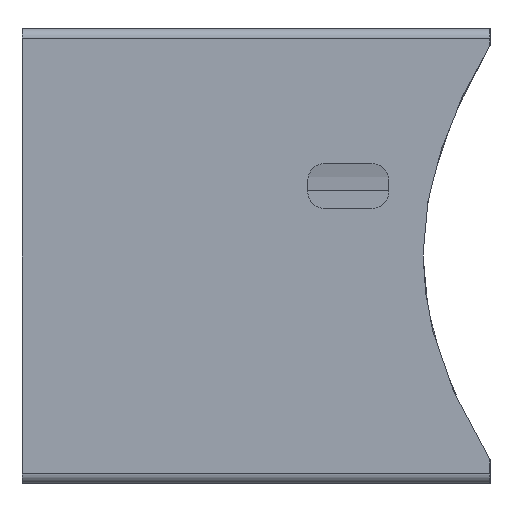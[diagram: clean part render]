
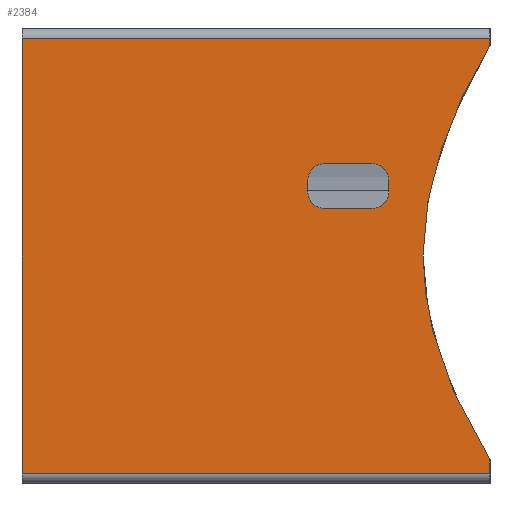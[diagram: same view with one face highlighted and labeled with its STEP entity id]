
A CAD part, left-side view. The second image highlights one B-rep face of the part: STEP entity #2384.
In plain terms, the highlighted planar face has unit normal (-1, 0, 0).
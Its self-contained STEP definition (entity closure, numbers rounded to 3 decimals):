
#105=FACE_BOUND('',#384,.T.);
#138=CIRCLE('',#2518,2.5);
#139=CIRCLE('',#2524,2.5);
#140=CIRCLE('',#2527,2.5);
#141=CIRCLE('',#2530,2.5);
#243=FACE_OUTER_BOUND('',#383,.T.);
#383=EDGE_LOOP('',(#2106,#2107,#2108,#2109,#2110,#2111,#2112,#2113));
#384=EDGE_LOOP('',(#2114,#2115,#2116,#2117,#2118,#2119,#2120,#2121));
#406=(
BOUNDED_CURVE()
B_SPLINE_CURVE(5,(#3974,#3975,#3976,#3977,#3978,#3979,#3980,#3981,#3982,
#3983),.UNSPECIFIED.,.F.,.F.)
B_SPLINE_CURVE_WITH_KNOTS((6,1,1,1,1,6),(0.502,0.6,0.7,0.8,
0.9,1.),.UNSPECIFIED.)
CURVE()
GEOMETRIC_REPRESENTATION_ITEM()
RATIONAL_B_SPLINE_CURVE((1.,1.,1.,1.,1.,1.,1.,1.,1.,1.))
REPRESENTATION_ITEM('')
);
#410=(
BOUNDED_CURVE()
B_SPLINE_CURVE(5,(#4094,#4095,#4096,#4097,#4098,#4099,#4100,#4101,#4102,
#4103),.UNSPECIFIED.,.F.,.F.)
B_SPLINE_CURVE_WITH_KNOTS((6,1,1,1,1,6),(0.,0.1,0.2,0.3,0.4,0.496),
 .UNSPECIFIED.)
CURVE()
GEOMETRIC_REPRESENTATION_ITEM()
RATIONAL_B_SPLINE_CURVE((1.,1.,1.,1.,1.,1.,1.,1.,1.,1.))
REPRESENTATION_ITEM('')
);
#442=LINE('',#3258,#707);
#450=LINE('',#3287,#715);
#474=LINE('',#3367,#739);
#624=LINE('',#3914,#889);
#627=LINE('',#3922,#892);
#630=LINE('',#3929,#895);
#636=LINE('',#4011,#901);
#654=LINE('',#4127,#919);
#661=LINE('',#4375,#926);
#662=LINE('',#4377,#927);
#707=VECTOR('',#2633,10.);
#715=VECTOR('',#2649,10.);
#739=VECTOR('',#2709,10.);
#889=VECTOR('',#3003,10.);
#892=VECTOR('',#3012,10.);
#895=VECTOR('',#3021,10.);
#901=VECTOR('',#3035,10.);
#919=VECTOR('',#3067,10.);
#926=VECTOR('',#3086,10.);
#927=VECTOR('',#3089,10.);
#979=VERTEX_POINT('',#3255);
#980=VERTEX_POINT('',#3257);
#988=VERTEX_POINT('',#3285);
#989=VERTEX_POINT('',#3286);
#1026=VERTEX_POINT('',#3365);
#1027=VERTEX_POINT('',#3366);
#1128=VERTEX_POINT('',#3869);
#1129=VERTEX_POINT('',#3871);
#1133=VERTEX_POINT('',#3907);
#1134=VERTEX_POINT('',#3909);
#1135=VERTEX_POINT('',#3913);
#1136=VERTEX_POINT('',#3917);
#1137=VERTEX_POINT('',#3921);
#1138=VERTEX_POINT('',#3925);
#1141=VERTEX_POINT('',#3973);
#1157=VERTEX_POINT('',#4092);
#1211=EDGE_CURVE('',#979,#980,#442,.T.);
#1222=EDGE_CURVE('',#988,#989,#450,.T.);
#1263=EDGE_CURVE('',#1026,#1027,#474,.T.);
#1423=EDGE_CURVE('',#1129,#1128,#138,.T.);
#1434=EDGE_CURVE('',#1133,#1134,#139,.T.);
#1435=EDGE_CURVE('',#1135,#1133,#624,.T.);
#1437=EDGE_CURVE('',#1136,#1135,#140,.T.);
#1439=EDGE_CURVE('',#1137,#1136,#627,.T.);
#1441=EDGE_CURVE('',#1138,#1137,#141,.T.);
#1443=EDGE_CURVE('',#1128,#1138,#630,.T.);
#1447=EDGE_CURVE('',#1141,#1027,#406,.T.);
#1455=EDGE_CURVE('',#988,#980,#636,.T.);
#1475=EDGE_CURVE('',#979,#1157,#410,.T.);
#1478=EDGE_CURVE('',#1157,#1141,#654,.T.);
#1497=EDGE_CURVE('',#1134,#1129,#661,.T.);
#1498=EDGE_CURVE('',#989,#1026,#662,.T.);
#2106=ORIENTED_EDGE('',*,*,#1222,.F.);
#2107=ORIENTED_EDGE('',*,*,#1455,.T.);
#2108=ORIENTED_EDGE('',*,*,#1211,.F.);
#2109=ORIENTED_EDGE('',*,*,#1475,.T.);
#2110=ORIENTED_EDGE('',*,*,#1478,.T.);
#2111=ORIENTED_EDGE('',*,*,#1447,.T.);
#2112=ORIENTED_EDGE('',*,*,#1263,.F.);
#2113=ORIENTED_EDGE('',*,*,#1498,.F.);
#2114=ORIENTED_EDGE('',*,*,#1497,.T.);
#2115=ORIENTED_EDGE('',*,*,#1423,.T.);
#2116=ORIENTED_EDGE('',*,*,#1443,.T.);
#2117=ORIENTED_EDGE('',*,*,#1441,.T.);
#2118=ORIENTED_EDGE('',*,*,#1439,.T.);
#2119=ORIENTED_EDGE('',*,*,#1437,.T.);
#2120=ORIENTED_EDGE('',*,*,#1435,.T.);
#2121=ORIENTED_EDGE('',*,*,#1434,.T.);
#2275=PLANE('',#2549);
#2384=ADVANCED_FACE('',(#243,#105),#2275,.T.);
#2518=AXIS2_PLACEMENT_3D('',#3872,#2981,#2982);
#2524=AXIS2_PLACEMENT_3D('',#3911,#2999,#3000);
#2527=AXIS2_PLACEMENT_3D('',#3918,#3007,#3008);
#2530=AXIS2_PLACEMENT_3D('',#3926,#3016,#3017);
#2549=AXIS2_PLACEMENT_3D('',#4376,#3087,#3088);
#2633=DIRECTION('',(0.,0.,-1.));
#2649=DIRECTION('',(0.,0.,1.));
#2709=DIRECTION('',(0.,0.,-1.));
#2981=DIRECTION('center_axis',(1.,0.,0.));
#2982=DIRECTION('ref_axis',(0.,-1.,0.));
#2999=DIRECTION('center_axis',(1.,0.,0.));
#3000=DIRECTION('ref_axis',(0.,0.,1.));
#3003=DIRECTION('',(0.,0.,1.));
#3007=DIRECTION('center_axis',(1.,0.,0.));
#3008=DIRECTION('ref_axis',(0.,1.,0.));
#3012=DIRECTION('',(0.,1.,0.));
#3016=DIRECTION('center_axis',(1.,0.,0.));
#3017=DIRECTION('ref_axis',(0.,0.,-1.));
#3021=DIRECTION('',(0.,0.,-1.));
#3035=DIRECTION('',(0.,-1.,0.));
#3067=DIRECTION('',(0.,0.,1.));
#3086=DIRECTION('',(0.,-1.,0.));
#3087=DIRECTION('center_axis',(-1.,0.,0.));
#3088=DIRECTION('ref_axis',(0.,-1.,0.));
#3089=DIRECTION('',(0.,-1.,0.));
#3255=CARTESIAN_POINT('',(-3.5,-10.,-54.));
#3257=CARTESIAN_POINT('',(-3.5,-10.,-56.));
#3258=CARTESIAN_POINT('',(-3.5,-10.,-56.));
#3285=CARTESIAN_POINT('',(-3.5,60.,-56.));
#3286=CARTESIAN_POINT('',(-3.5,60.,9.));
#3287=CARTESIAN_POINT('',(-3.5,60.,-39.75));
#3365=CARTESIAN_POINT('',(-3.5,-10.,9.));
#3366=CARTESIAN_POINT('',(-3.5,-10.,8.));
#3367=CARTESIAN_POINT('',(-3.5,-10.,-56.));
#3869=CARTESIAN_POINT('',(-3.5,5.15,-12.2));
#3871=CARTESIAN_POINT('',(-3.5,7.65,-9.7));
#3872=CARTESIAN_POINT('Origin',(-3.5,7.65,-12.2));
#3907=CARTESIAN_POINT('',(-3.5,17.25,-12.2));
#3909=CARTESIAN_POINT('',(-3.5,14.75,-9.7));
#3911=CARTESIAN_POINT('Origin',(-3.5,14.75,-12.2));
#3913=CARTESIAN_POINT('',(-3.5,17.25,-13.9));
#3914=CARTESIAN_POINT('',(-3.5,17.25,-18.7));
#3917=CARTESIAN_POINT('',(-3.5,14.75,-16.4));
#3918=CARTESIAN_POINT('Origin',(-3.5,14.75,-13.9));
#3921=CARTESIAN_POINT('',(-3.5,7.65,-16.4));
#3922=CARTESIAN_POINT('',(-3.5,16.325,-16.4));
#3925=CARTESIAN_POINT('',(-3.5,5.15,-13.9));
#3926=CARTESIAN_POINT('Origin',(-3.5,7.65,-13.9));
#3929=CARTESIAN_POINT('',(-3.5,5.15,-17.85));
#3973=CARTESIAN_POINT('',(-3.5,0.,-23.153));
#3974=CARTESIAN_POINT('Ctrl Pts',(-3.5,0.,
-23.153));
#3975=CARTESIAN_POINT('Ctrl Pts',(-3.5,-0.005,
-21.939));
#3976=CARTESIAN_POINT('Ctrl Pts',(-3.5,-0.099,
-19.482));
#3977=CARTESIAN_POINT('Ctrl Pts',(-3.5,-0.497,
-15.776));
#3978=CARTESIAN_POINT('Ctrl Pts',(-3.5,-1.528,-10.812));
#3979=CARTESIAN_POINT('Ctrl Pts',(-3.5,-3.592,-4.58));
#3980=CARTESIAN_POINT('Ctrl Pts',(-3.5,-5.822,0.443));
#3981=CARTESIAN_POINT('Ctrl Pts',(-3.5,-7.796,4.218));
#3982=CARTESIAN_POINT('Ctrl Pts',(-3.5,-9.243,6.739));
#3983=CARTESIAN_POINT('Ctrl Pts',(-3.5,-10.,8.));
#4011=CARTESIAN_POINT('',(-3.5,0.,-56.));
#4092=CARTESIAN_POINT('',(-3.5,0.,-23.5));
#4094=CARTESIAN_POINT('Ctrl Pts',(-3.5,-10.,-54.));
#4095=CARTESIAN_POINT('Ctrl Pts',(-3.5,-9.24,-52.781));
#4096=CARTESIAN_POINT('Ctrl Pts',(-3.5,-7.786,-50.342));
#4097=CARTESIAN_POINT('Ctrl Pts',(-3.5,-5.805,-46.678));
#4098=CARTESIAN_POINT('Ctrl Pts',(-3.5,-3.569,-41.781));
#4099=CARTESIAN_POINT('Ctrl Pts',(-3.5,-1.513,-35.682));
#4100=CARTESIAN_POINT('Ctrl Pts',(-3.5,-0.489,
-30.795));
#4101=CARTESIAN_POINT('Ctrl Pts',(-3.5,-0.097,
-27.13));
#4102=CARTESIAN_POINT('Ctrl Pts',(-3.5,-0.005,
-24.696));
#4103=CARTESIAN_POINT('Ctrl Pts',(-3.5,0.,
-23.5));
#4127=CARTESIAN_POINT('',(-3.5,0.,-39.75));
#4375=CARTESIAN_POINT('',(-3.5,19.875,-9.7));
#4376=CARTESIAN_POINT('Origin',(-3.5,25.,-23.5));
#4377=CARTESIAN_POINT('',(-3.5,0.,9.));
